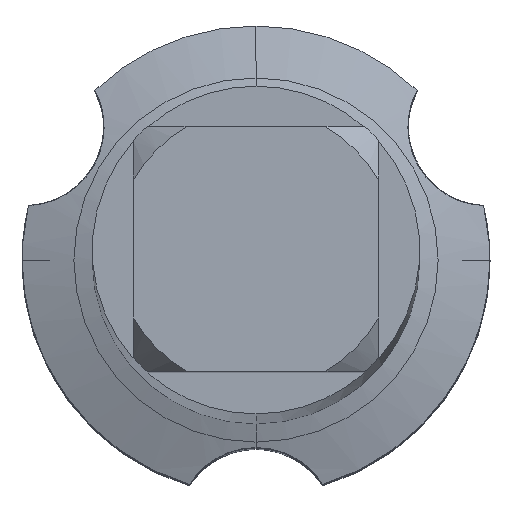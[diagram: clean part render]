
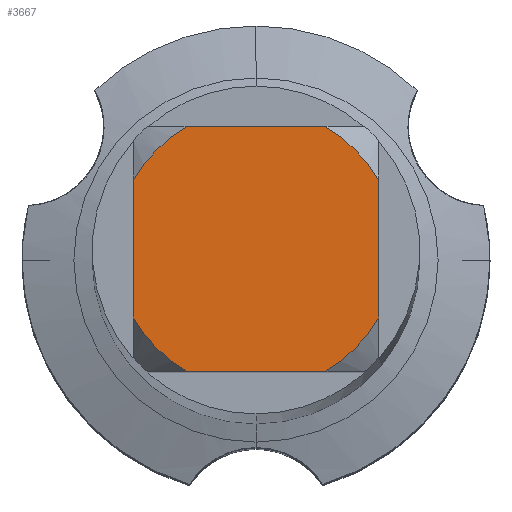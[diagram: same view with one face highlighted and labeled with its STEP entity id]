
A CAD part, top view. The second image highlights one B-rep face of the part: STEP entity #3667.
In plain terms, the highlighted planar face has unit normal (0, 0, 1).
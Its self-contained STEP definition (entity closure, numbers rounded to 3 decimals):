
#2309=VERTEX_POINT('',#6735);
#2489=VERTEX_POINT('',#6931);
#2643=VERTEX_POINT('',#7097);
#2737=EDGE_CURVE('',#3275,#5637,#7196,.T.);
#2785=EDGE_CURVE('',#2643,#6207,#7247,.T.);
#3275=VERTEX_POINT('',#7779);
#3667=ADVANCED_FACE('',(#8207),#8208,.T.);
#3939=EDGE_CURVE('',#2309,#6207,#8503,.T.);
#4559=EDGE_CURVE('',#2643,#2489,#9179,.T.);
#4577=EDGE_CURVE('',#5059,#5637,#9197,.T.);
#4909=EDGE_CURVE('',#5059,#6583,#9557,.T.);
#5023=EDGE_CURVE('',#3275,#2489,#9676,.T.);
#5059=VERTEX_POINT('',#9717);
#5637=VERTEX_POINT('',#10357);
#5871=EDGE_CURVE('',#2309,#6583,#10615,.T.);
#6207=VERTEX_POINT('',#10983);
#6583=VERTEX_POINT('',#11393);
#6735=CARTESIAN_POINT('',(-0.581,-1.05,0.0));
#6931=CARTESIAN_POINT('',(1.05,0.581,0.0));
#7097=CARTESIAN_POINT('',(1.05,-0.581,0.0));
#7196=LINE('',#12449,#12450);
#7247=CIRCLE('',#12546,1.2);
#7779=CARTESIAN_POINT('',(0.581,1.05,0.0));
#8207=FACE_OUTER_BOUND('',#14241,.T.);
#8208=PLANE('',#14242);
#8503=LINE('',#14795,#14796);
#9179=LINE('',#16008,#16009);
#9197=CIRCLE('',#16036,1.2);
#9557=LINE('',#16624,#16625);
#9676=CIRCLE('',#16806,1.2);
#9717=CARTESIAN_POINT('',(-1.05,0.581,0.0));
#10357=CARTESIAN_POINT('',(-0.581,1.05,0.0));
#10615=CIRCLE('',#18413,1.2);
#10983=CARTESIAN_POINT('',(0.581,-1.05,0.0));
#11393=CARTESIAN_POINT('',(-1.05,-0.581,0.0));
#12449=CARTESIAN_POINT('',(0.0,1.05,0.0));
#12450=VECTOR('',#20675,1.0);
#12546=AXIS2_PLACEMENT_3D('',#20717,#20718,#20719);
#14241=EDGE_LOOP('',(#21688,#21689,#21690,#21691,#21692,#21693,#21694,#21695));
#14242=AXIS2_PLACEMENT_3D('',#21696,#21697,#21698);
#14795=CARTESIAN_POINT('',(0.0,-1.05,0.0));
#14796=VECTOR('',#22036,1.0);
#16008=CARTESIAN_POINT('',(1.05,0.3,0.0));
#16009=VECTOR('',#22750,1.0);
#16036=AXIS2_PLACEMENT_3D('',#22760,#22761,#22762);
#16624=CARTESIAN_POINT('',(-1.05,0.3,0.0));
#16625=VECTOR('',#23128,1.0);
#16806=AXIS2_PLACEMENT_3D('',#23214,#23215,#23216);
#18413=AXIS2_PLACEMENT_3D('',#24440,#24441,#24442);
#20675=DIRECTION('',(-1.0,0.0,0.0));
#20717=CARTESIAN_POINT('',(0.0,0.0,0.0));
#20718=DIRECTION('',(0.0,0.0,-1.0));
#20719=DIRECTION('',(0.0,1.0,0.0));
#21688=ORIENTED_EDGE('',*,*,#4909,.T.);
#21689=ORIENTED_EDGE('',*,*,#5871,.F.);
#21690=ORIENTED_EDGE('',*,*,#3939,.T.);
#21691=ORIENTED_EDGE('',*,*,#2785,.F.);
#21692=ORIENTED_EDGE('',*,*,#4559,.T.);
#21693=ORIENTED_EDGE('',*,*,#5023,.F.);
#21694=ORIENTED_EDGE('',*,*,#2737,.T.);
#21695=ORIENTED_EDGE('',*,*,#4577,.F.);
#21696=CARTESIAN_POINT('',(0.0,0.6,0.0));
#21697=DIRECTION('',(-0.0,0.0,1.0));
#21698=DIRECTION('',(0.0,-1.0,0.0));
#22036=DIRECTION('',(1.0,0.0,0.0));
#22750=DIRECTION('',(-0.0,1.0,0.0));
#22760=CARTESIAN_POINT('',(0.0,0.0,0.0));
#22761=DIRECTION('',(0.0,0.0,-1.0));
#22762=DIRECTION('',(0.0,1.0,0.0));
#23128=DIRECTION('',(-0.0,-1.0,0.0));
#23214=CARTESIAN_POINT('',(0.0,0.0,0.0));
#23215=DIRECTION('',(0.0,0.0,-1.0));
#23216=DIRECTION('',(0.0,1.0,0.0));
#24440=CARTESIAN_POINT('',(0.0,0.0,0.0));
#24441=DIRECTION('',(0.0,0.0,-1.0));
#24442=DIRECTION('',(0.0,1.0,0.0));
